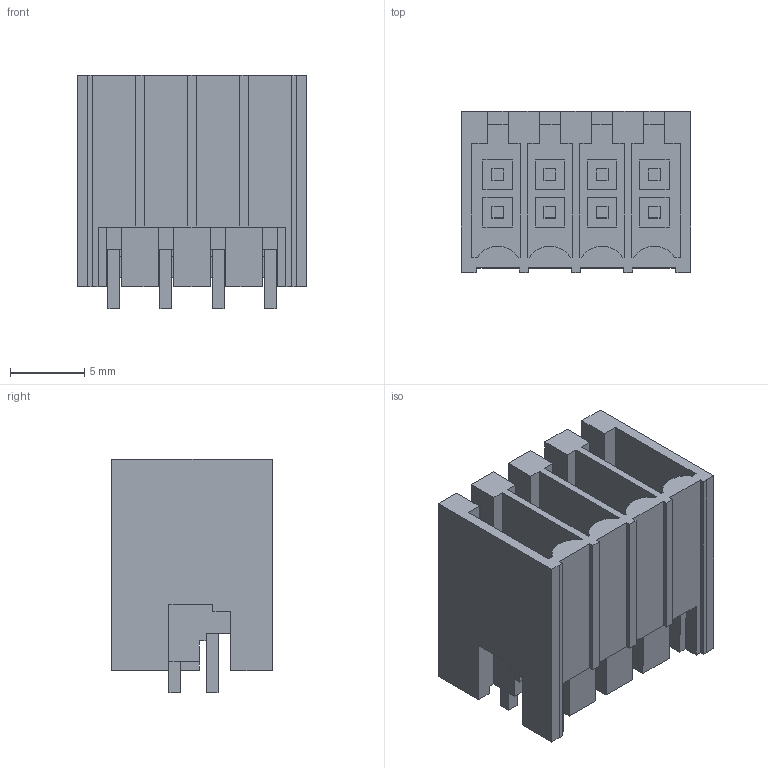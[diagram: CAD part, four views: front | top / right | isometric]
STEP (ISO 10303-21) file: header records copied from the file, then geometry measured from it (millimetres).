
FILE_DESCRIPTION(('CATIA V5 STEP Exchange','CAx-IF Rec.Pracs.--- Model Styling and Organization---1.2---2011-12-15'),'2;1');
FILE_NAME ('D1450725_0', '2018-03-29T12:06:31+00:00', ('none'), ('Weidmueller'), 'CATIA Version 5-6 Release 2014', 'CATIA V5 STEP AP214', 'none');
FILE_SCHEMA(('AUTOMOTIVE_DESIGN { 1 0 10303 214 1 1 1 1 }'));
Length unit declared in the file: millimetre
Products named in the file (1): 1290430000
Bounding box: 15.4 x 10.8 x 15.7 mm (x, y, z)
Volume: 1258.8 mm3; surface area: 2737.9 mm2
Topology: 9 solids, 9 shells, 291 faces, 839 edges, 577 vertices
Faces by surface type: plane 283, cylinder 8
Entity records: 8945 total; most frequent: ORIENTED_EDGE 1678, CARTESIAN_POINT 1603, DIRECTION 1211, EDGE_CURVE 839, VECTOR 823, LINE 823, VERTEX_POINT 577, EDGE_LOOP 318
